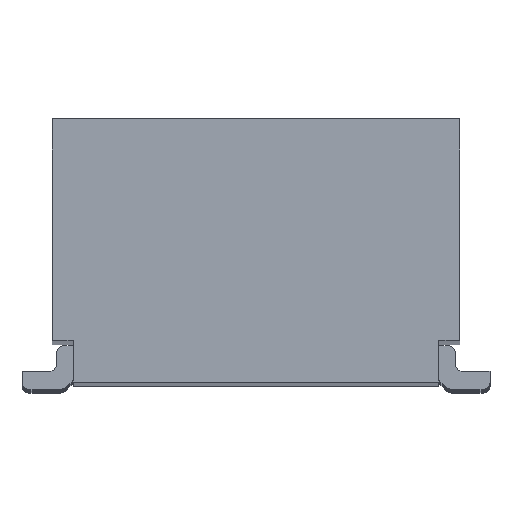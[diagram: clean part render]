
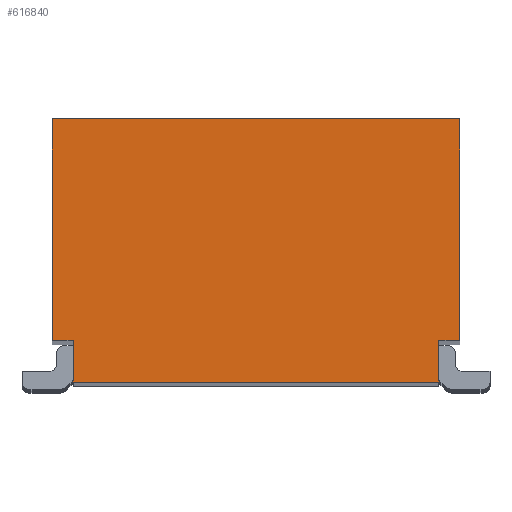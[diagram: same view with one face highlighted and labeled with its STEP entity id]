
A CAD part, top view. The second image highlights one B-rep face of the part: STEP entity #616840.
In plain terms, the highlighted planar face has unit normal (0, 0, 1).
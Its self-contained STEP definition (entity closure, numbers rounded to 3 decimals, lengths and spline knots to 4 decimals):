
#433370=CARTESIAN_POINT('',(-1.32,-0.5,9.185));
#433380=VERTEX_POINT('',#433370);
#433410=CARTESIAN_POINT('',(0.,-0.5,
9.185));
#433420=DIRECTION('',(-1.,0.,0.));
#433430=VECTOR('',#433420,1.);
#433440=LINE('',#433410,#433430);
#433450=CARTESIAN_POINT('',(1.32,-0.5,9.185));
#433460=VERTEX_POINT('',#433450);
#433470=EDGE_CURVE('',#433460,#433380,#433440,.T.);
#596770=CARTESIAN_POINT('',(-1.32,-0.2,9.185));
#596780=VERTEX_POINT('',#596770);
#596810=CARTESIAN_POINT('',(-1.32,-0.5,9.185));
#596820=DIRECTION('',(0.,-1.,0.));
#596830=VECTOR('',#596820,1.);
#596840=LINE('',#596810,#596830);
#596850=EDGE_CURVE('',#596780,#433380,#596840,.T.);
#606480=CARTESIAN_POINT('',(-1.47,1.4,9.185));
#606490=VERTEX_POINT('',#606480);
#606520=CARTESIAN_POINT('',(-1.47,-0.5,9.185));
#606530=DIRECTION('',(0.,-1.,0.));
#606540=VECTOR('',#606530,1.);
#606550=LINE('',#606520,#606540);
#606560=CARTESIAN_POINT('',(-1.47,-0.2,9.185));
#606570=VERTEX_POINT('',#606560);
#606580=EDGE_CURVE('',#606490,#606570,#606550,.T.);
#616090=CARTESIAN_POINT('',(0.,-0.2,
9.185));
#616100=DIRECTION('',(1.,0.,0.));
#616110=VECTOR('',#616100,1.);
#616120=LINE('',#616090,#616110);
#616130=CARTESIAN_POINT('',(1.32,-0.2,9.185));
#616140=VERTEX_POINT('',#616130);
#616150=CARTESIAN_POINT('',(1.47,-0.2,9.185));
#616160=VERTEX_POINT('',#616150);
#616170=EDGE_CURVE('',#616140,#616160,#616120,.T.);
#616400=CARTESIAN_POINT('',(0.,-0.2,
9.185));
#616410=DIRECTION('',(1.,0.,0.));
#616420=VECTOR('',#616410,1.);
#616430=LINE('',#616400,#616420);
#616440=EDGE_CURVE('',#606570,#596780,#616430,.T.);
#616520=CARTESIAN_POINT('',(-0.6702,0.288,9.185))
;
#616530=DIRECTION('',(0.,0.,-1.));
#616540=DIRECTION('',(-1.,0.,0.));
#616550=AXIS2_PLACEMENT_3D('',#616520,#616530,#616540);
#616560=PLANE('',#616550);
#616570=CARTESIAN_POINT('',(1.32,-0.5,9.185));
#616580=DIRECTION('',(0.,-1.,0.));
#616590=VECTOR('',#616580,1.);
#616600=LINE('',#616570,#616590);
#616610=EDGE_CURVE('',#616140,#433460,#616600,.T.);
#616620=ORIENTED_EDGE('',*,*,#616610,.F.);
#616630=ORIENTED_EDGE('',*,*,#433470,.F.);
#616640=ORIENTED_EDGE('',*,*,#596850,.T.);
#616650=ORIENTED_EDGE('',*,*,#616440,.T.);
#616660=ORIENTED_EDGE('',*,*,#606580,.T.);
#616670=CARTESIAN_POINT('',(0.,1.4,9.185));
#616680=DIRECTION('',(1.,0.,0.));
#616690=VECTOR('',#616680,1.);
#616700=LINE('',#616670,#616690);
#616710=CARTESIAN_POINT('',(1.47,1.4,9.185));
#616720=VERTEX_POINT('',#616710);
#616730=EDGE_CURVE('',#606490,#616720,#616700,.T.);
#616740=ORIENTED_EDGE('',*,*,#616730,.F.);
#616750=CARTESIAN_POINT('',(1.47,-0.5,9.185));
#616760=DIRECTION('',(0.,-1.,0.));
#616770=VECTOR('',#616760,1.);
#616780=LINE('',#616750,#616770);
#616790=EDGE_CURVE('',#616720,#616160,#616780,.T.);
#616800=ORIENTED_EDGE('',*,*,#616790,.F.);
#616810=ORIENTED_EDGE('',*,*,#616170,.T.);
#616820=EDGE_LOOP('',(#616810,#616800,#616740,#616660,#616650,#616640,
#616630,#616620));
#616830=FACE_OUTER_BOUND('',#616820,.T.);
#616840=ADVANCED_FACE('',(#616830),#616560,.F.);
